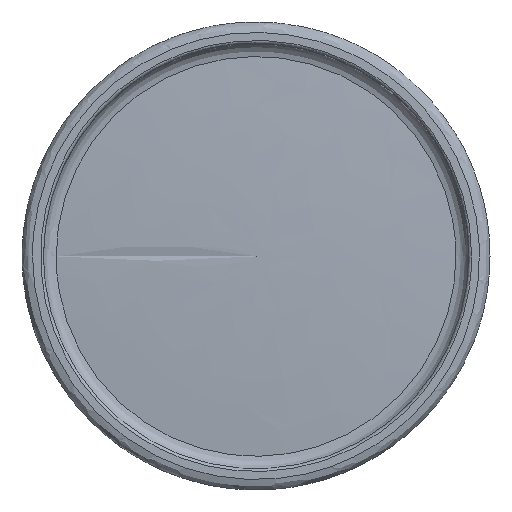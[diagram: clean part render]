
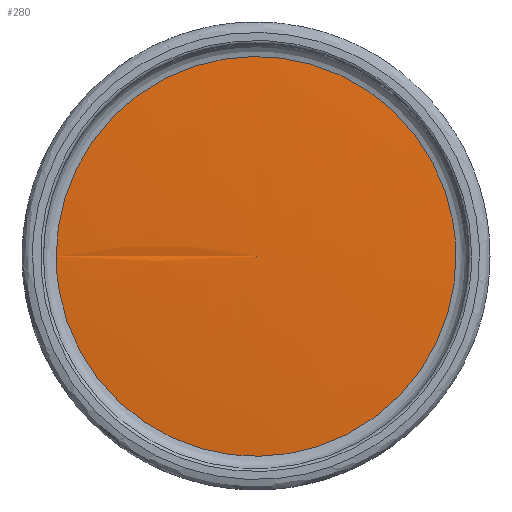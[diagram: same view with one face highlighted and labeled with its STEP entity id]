
A CAD part, top view. The second image highlights one B-rep face of the part: STEP entity #280.
In plain terms, the highlighted free-form (B-spline) face has degree [2, 2] with [9, 3] control points.
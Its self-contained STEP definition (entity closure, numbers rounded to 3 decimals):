
#280 = ADVANCED_FACE('',(#281),#312,.T.);
#281 = FACE_BOUND('',#282,.T.);
#282 = EDGE_LOOP('',(#283,#295,#303,#304));
#283 = ORIENTED_EDGE('',*,*,#284,.F.);
#284 = EDGE_CURVE('',#285,#287,#289,.T.);
#285 = VERTEX_POINT('',#286);
#286 = CARTESIAN_POINT('',(-45.386,0.,
    3.772));
#287 = VERTEX_POINT('',#288);
#288 = CARTESIAN_POINT('',(45.386,0.,
    3.772));
#289 = ( BOUNDED_CURVE() B_SPLINE_CURVE(2,(#290,#291,#292,#293,#294),
.UNSPECIFIED.,.F.,.F.) B_SPLINE_CURVE_WITH_KNOTS((3,2,3),(0.,
1.571,3.142),.PIECEWISE_BEZIER_KNOTS.) CURVE() 
GEOMETRIC_REPRESENTATION_ITEM() RATIONAL_B_SPLINE_CURVE((1.,
0.707,1.,0.707,1.)) REPRESENTATION_ITEM('') );
#290 = CARTESIAN_POINT('',(-45.386,0.,3.772));
#291 = CARTESIAN_POINT('',(-45.386,45.386,
    3.772));
#292 = CARTESIAN_POINT('',(0.,45.386,
    3.772));
#293 = CARTESIAN_POINT('',(45.386,45.386,
    3.772));
#294 = CARTESIAN_POINT('',(45.386,0.,
    3.772));
#295 = ORIENTED_EDGE('',*,*,#296,.F.);
#296 = EDGE_CURVE('',#297,#285,#299,.T.);
#297 = VERTEX_POINT('',#298);
#298 = CARTESIAN_POINT('',(0.,0.,
    5.212));
#299 = ( BOUNDED_CURVE() B_SPLINE_CURVE(2,(#300,#301,#302),
.UNSPECIFIED.,.F.,.F.) B_SPLINE_CURVE_WITH_KNOTS((3,3),(4.712,
4.776),.PIECEWISE_BEZIER_KNOTS.) CURVE() 
GEOMETRIC_REPRESENTATION_ITEM() RATIONAL_B_SPLINE_CURVE((1.,
0.999,1.)) REPRESENTATION_ITEM('') );
#300 = CARTESIAN_POINT('',(0.,0.,
    5.212));
#301 = CARTESIAN_POINT('',(-22.716,0.,
    5.212));
#302 = CARTESIAN_POINT('',(-45.386,0.,
    3.772));
#303 = ORIENTED_EDGE('',*,*,#296,.T.);
#304 = ORIENTED_EDGE('',*,*,#305,.F.);
#305 = EDGE_CURVE('',#287,#285,#306,.T.);
#306 = ( BOUNDED_CURVE() B_SPLINE_CURVE(2,(#307,#308,#309,#310,#311),
.UNSPECIFIED.,.F.,.F.) B_SPLINE_CURVE_WITH_KNOTS((3,2,3),(3.142,
4.712,6.283),.PIECEWISE_BEZIER_KNOTS.) CURVE() 
GEOMETRIC_REPRESENTATION_ITEM() RATIONAL_B_SPLINE_CURVE((1.,
0.707,1.,0.707,1.)) REPRESENTATION_ITEM('') );
#307 = CARTESIAN_POINT('',(45.386,0.,
    3.772));
#308 = CARTESIAN_POINT('',(45.386,-45.386,
    3.772));
#309 = CARTESIAN_POINT('',(0.,-45.386,
    3.772));
#310 = CARTESIAN_POINT('',(-45.386,-45.386,
    3.772));
#311 = CARTESIAN_POINT('',(-45.386,0.,
    3.772));
#312 = ( BOUNDED_SURFACE() B_SPLINE_SURFACE(2,2,(
    (#313,#314,#315)
    ,(#316,#317,#318)
    ,(#319,#320,#321)
    ,(#322,#323,#324)
    ,(#325,#326,#327)
    ,(#328,#329,#330)
    ,(#331,#332,#333)
    ,(#334,#335,#336)
    ,(#337,#338,#339
)),.UNSPECIFIED.,.T.,.F.,.F.) B_SPLINE_SURFACE_WITH_KNOTS((3,2,2,2,3),(3
    ,3),(3.142,4.189,6.283,8.378,
    9.425),(1.507,1.571),.UNSPECIFIED.) 
GEOMETRIC_REPRESENTATION_ITEM() RATIONAL_B_SPLINE_SURFACE((
    (0.75,0.75,0.75)
    ,(0.75,0.75,0.75)
    ,(1.,0.999,1.)
    ,(0.5,0.5,0.5)
    ,(1.,0.999,1.)
    ,(0.5,0.5,0.5)
    ,(1.,0.999,1.)
    ,(0.75,0.75,0.75)
,(0.75,0.75,0.75))) REPRESENTATION_ITEM('') SURFACE() );
#313 = CARTESIAN_POINT('',(-45.386,0.,
    3.772));
#314 = CARTESIAN_POINT('',(-22.716,0.,
    5.212));
#315 = CARTESIAN_POINT('',(0.,0.,
    5.212));
#316 = CARTESIAN_POINT('',(-45.386,-26.204,
    3.772));
#317 = CARTESIAN_POINT('',(-22.716,-13.115,
    5.212));
#318 = CARTESIAN_POINT('',(0.,0.,
    5.212));
#319 = CARTESIAN_POINT('',(-22.693,-39.305,
    3.772));
#320 = CARTESIAN_POINT('',(-11.358,-19.672,
    5.212));
#321 = CARTESIAN_POINT('',(0.,0.,
    5.212));
#322 = CARTESIAN_POINT('',(45.386,-78.611,
    3.772));
#323 = CARTESIAN_POINT('',(22.716,-39.345,
    5.212));
#324 = CARTESIAN_POINT('',(0.,0.,
    5.212));
#325 = CARTESIAN_POINT('',(45.386,0.,3.772));
#326 = CARTESIAN_POINT('',(22.716,0.,5.212));
#327 = CARTESIAN_POINT('',(0.,0.,5.212));
#328 = CARTESIAN_POINT('',(45.386,78.611,
    3.772));
#329 = CARTESIAN_POINT('',(22.716,39.345,
    5.212));
#330 = CARTESIAN_POINT('',(0.,0.,
    5.212));
#331 = CARTESIAN_POINT('',(-22.693,39.305,
    3.772));
#332 = CARTESIAN_POINT('',(-11.358,19.672,
    5.212));
#333 = CARTESIAN_POINT('',(0.,0.,
    5.212));
#334 = CARTESIAN_POINT('',(-45.386,26.204,
    3.772));
#335 = CARTESIAN_POINT('',(-22.716,13.115,
    5.212));
#336 = CARTESIAN_POINT('',(0.,0.,
    5.212));
#337 = CARTESIAN_POINT('',(-45.386,0.,
    3.772));
#338 = CARTESIAN_POINT('',(-22.716,0.,
    5.212));
#339 = CARTESIAN_POINT('',(0.,0.,
    5.212));
